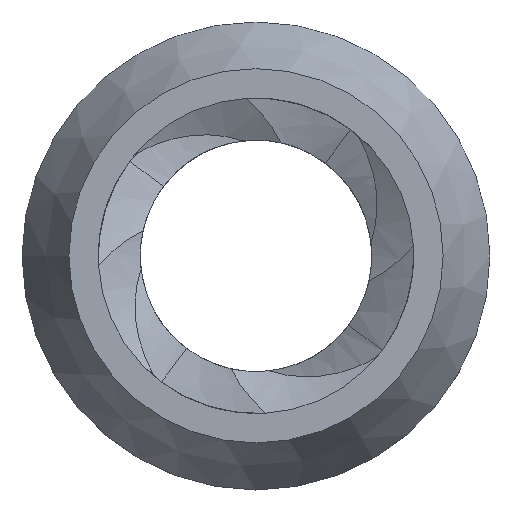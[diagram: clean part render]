
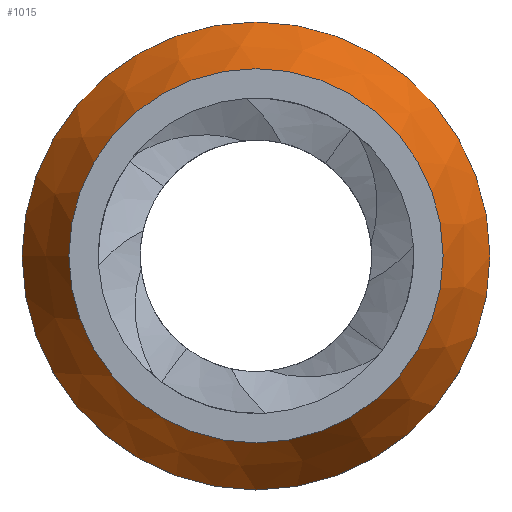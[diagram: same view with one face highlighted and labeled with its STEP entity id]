
A CAD part, top view. The second image highlights one B-rep face of the part: STEP entity #1015.
In plain terms, the highlighted conical face has half-angle 28.043 degrees and reference radius 5.749 mm.
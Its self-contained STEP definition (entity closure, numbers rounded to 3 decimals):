
#20=LINE('',#3206,#22);
#22=VECTOR('',#1142,5.749);
#151=FACE_OUTER_BOUND('',#221,.T.);
#221=EDGE_LOOP('',(#935,#936,#937,#938));
#238=CIRCLE('',#1058,5.11);
#240=CIRCLE('',#1064,6.388);
#461=VERTEX_POINT('',#2500);
#467=VERTEX_POINT('',#3202);
#594=EDGE_CURVE('',#461,#461,#238,.T.);
#622=EDGE_CURVE('',#467,#467,#240,.T.);
#624=EDGE_CURVE('',#461,#467,#20,.T.);
#935=ORIENTED_EDGE('',*,*,#594,.F.);
#936=ORIENTED_EDGE('',*,*,#624,.T.);
#937=ORIENTED_EDGE('',*,*,#622,.T.);
#938=ORIENTED_EDGE('',*,*,#624,.F.);
#947=CONICAL_SURFACE('',#1065,5.749,0.489);
#1015=ADVANCED_FACE('',(#151),#947,.T.);
#1058=AXIS2_PLACEMENT_3D('',#2501,#1125,#1126);
#1064=AXIS2_PLACEMENT_3D('',#3203,#1137,#1138);
#1065=AXIS2_PLACEMENT_3D('',#3205,#1140,#1141);
#1125=DIRECTION('center_axis',(0.,0.,1.));
#1126=DIRECTION('ref_axis',(1.,0.,0.));
#1137=DIRECTION('center_axis',(0.,0.,1.));
#1138=DIRECTION('ref_axis',(1.,0.,0.));
#1140=DIRECTION('center_axis',(0.,0.,-1.));
#1141=DIRECTION('ref_axis',(1.,0.,0.));
#1142=DIRECTION('',(-0.47,0.,-0.883));
#2500=CARTESIAN_POINT('',(-5.11,0.,4.6));
#2501=CARTESIAN_POINT('Origin',(0.,0.,4.6));
#3202=CARTESIAN_POINT('',(-6.388,0.,2.2));
#3203=CARTESIAN_POINT('Origin',(0.,0.,2.2));
#3205=CARTESIAN_POINT('Origin',(0.,0.,3.4));
#3206=CARTESIAN_POINT('',(-5.749,0.,3.4));
